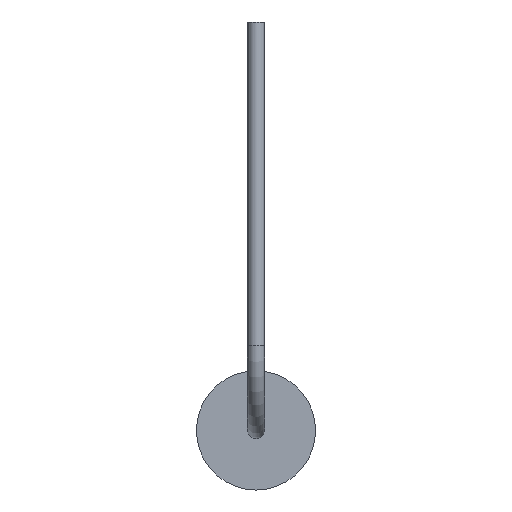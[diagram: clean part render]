
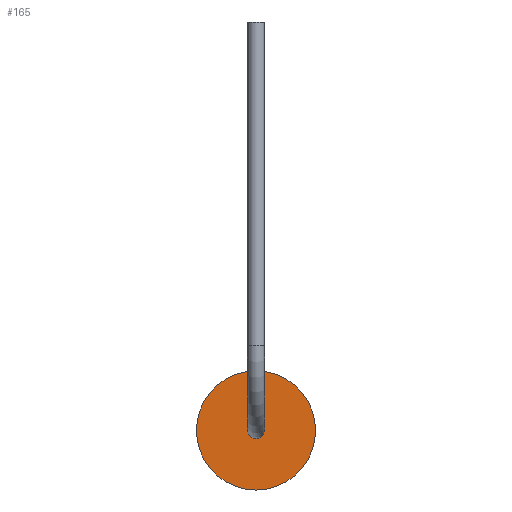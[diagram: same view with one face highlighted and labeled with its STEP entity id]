
A CAD part, front view. The second image highlights one B-rep face of the part: STEP entity #165.
In plain terms, the highlighted planar face has unit normal (0, -1, 0).
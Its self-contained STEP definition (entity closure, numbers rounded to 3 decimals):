
#14=FACE_BOUND('',#45,.T.);
#20=PLANE('',#212);
#33=FACE_OUTER_BOUND('',#44,.T.);
#44=EDGE_LOOP('',(#147));
#45=EDGE_LOOP('',(#148));
#71=CIRCLE('',#207,0.25);
#73=CIRCLE('',#211,1.75);
#85=VERTEX_POINT('',#310);
#87=VERTEX_POINT('',#317);
#105=EDGE_CURVE('',#85,#85,#71,.T.);
#108=EDGE_CURVE('',#87,#87,#73,.T.);
#147=ORIENTED_EDGE('',*,*,#108,.T.);
#148=ORIENTED_EDGE('',*,*,#105,.T.);
#165=ADVANCED_FACE('',(#33,#14),#20,.F.);
#207=AXIS2_PLACEMENT_3D('',#312,#260,#261);
#211=AXIS2_PLACEMENT_3D('',#319,#269,#270);
#212=AXIS2_PLACEMENT_3D('',#320,#271,#272);
#260=DIRECTION('center_axis',(0.,1.,0.));
#261=DIRECTION('ref_axis',(-1.,0.,0.));
#269=DIRECTION('center_axis',(0.,-1.,0.));
#270=DIRECTION('ref_axis',(1.,0.,0.));
#271=DIRECTION('center_axis',(0.,1.,0.));
#272=DIRECTION('ref_axis',(0.,0.,1.));
#310=CARTESIAN_POINT('',(-0.021,0.,0.236));
#312=CARTESIAN_POINT('Origin',(-0.271,0.,0.236));
#317=CARTESIAN_POINT('',(-2.021,0.,0.236));
#319=CARTESIAN_POINT('Origin',(-0.271,0.,0.236));
#320=CARTESIAN_POINT('Origin',(-0.271,0.,0.236));
